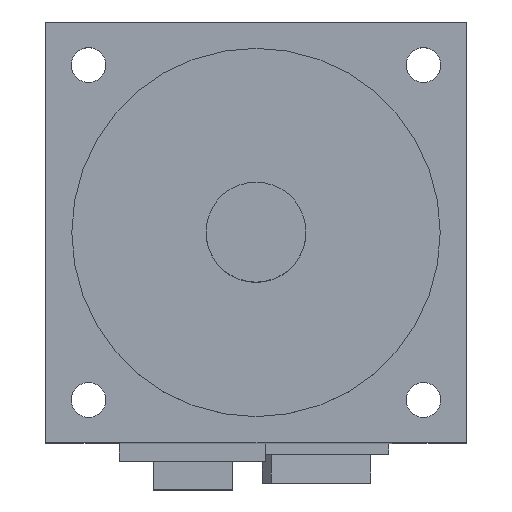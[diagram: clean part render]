
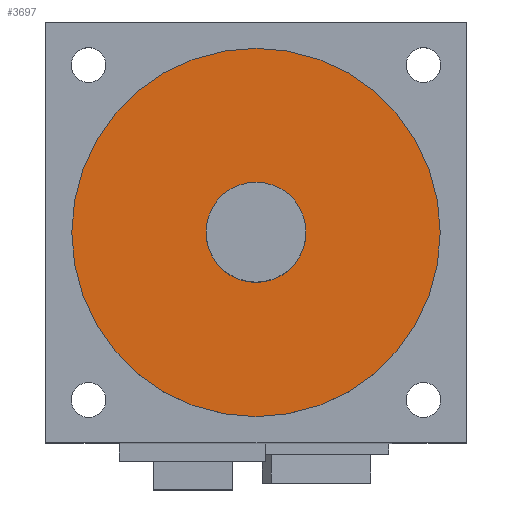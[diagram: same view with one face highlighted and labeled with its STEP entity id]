
A CAD part, top view. The second image highlights one B-rep face of the part: STEP entity #3697.
In plain terms, the highlighted planar face has unit normal (0, 0, 1).
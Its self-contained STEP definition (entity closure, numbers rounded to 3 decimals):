
#1296=CARTESIAN_POINT('',(0.,0.,3.));
#1297=DIRECTION('',(0.,0.,-1.));
#1298=DIRECTION('',(1.,0.,0.));
#1299=AXIS2_PLACEMENT_3D('',#1296,#1297,#1298);
#1301=CARTESIAN_POINT('',(0.,0.,3.));
#1302=DIRECTION('',(0.,0.,-1.));
#1303=DIRECTION('',(-1.,0.,0.));
#1304=AXIS2_PLACEMENT_3D('',#1301,#1302,#1303);
#1306=CARTESIAN_POINT('',(0.,0.,3.));
#1307=DIRECTION('',(0.,0.,1.));
#1308=DIRECTION('',(-1.,0.,0.));
#1309=AXIS2_PLACEMENT_3D('',#1306,#1307,#1308);
#1311=CARTESIAN_POINT('',(0.,0.,3.));
#1312=DIRECTION('',(0.,0.,1.));
#1313=DIRECTION('',(1.,0.,0.));
#1314=AXIS2_PLACEMENT_3D('',#1311,#1312,#1313);
#1742=CARTESIAN_POINT('',(-35.,0.,3.));
#1743=VERTEX_POINT('',#1742);
#1744=CARTESIAN_POINT('',(35.,0.,3.));
#1745=VERTEX_POINT('',#1744);
#1746=CARTESIAN_POINT('',(-9.5,0.,3.));
#1747=CARTESIAN_POINT('',(9.5,0.,3.));
#1748=VERTEX_POINT('',#1746);
#1749=VERTEX_POINT('',#1747);
#3682=CARTESIAN_POINT('',(0.,0.,3.));
#3683=DIRECTION('',(0.,0.,1.));
#3684=DIRECTION('',(-1.,0.,0.));
#3685=AXIS2_PLACEMENT_3D('',#3682,#3683,#3684);
#3686=PLANE('',#3685);
#3687=ORIENTED_EDGE('',*,*,#3662,.T.);
#3688=ORIENTED_EDGE('',*,*,#3676,.T.);
#3689=EDGE_LOOP('',(#3687,#3688));
#3690=FACE_OUTER_BOUND('',#3689,.F.);
#3692=ORIENTED_EDGE('',*,*,#3691,.T.);
#3694=ORIENTED_EDGE('',*,*,#3693,.T.);
#3695=EDGE_LOOP('',(#3692,#3694));
#3696=FACE_BOUND('',#3695,.F.);
#3697=ADVANCED_FACE('',(#3690,#3696),#3686,.T.);
#1300=CIRCLE('',#1299,35.);
#1305=CIRCLE('',#1304,35.);
#1310=CIRCLE('',#1309,9.5);
#1315=CIRCLE('',#1314,9.5);
#3662=EDGE_CURVE('',#1745,#1743,#1300,.T.);
#3676=EDGE_CURVE('',#1743,#1745,#1305,.T.);
#3691=EDGE_CURVE('',#1748,#1749,#1310,.T.);
#3693=EDGE_CURVE('',#1749,#1748,#1315,.T.);
